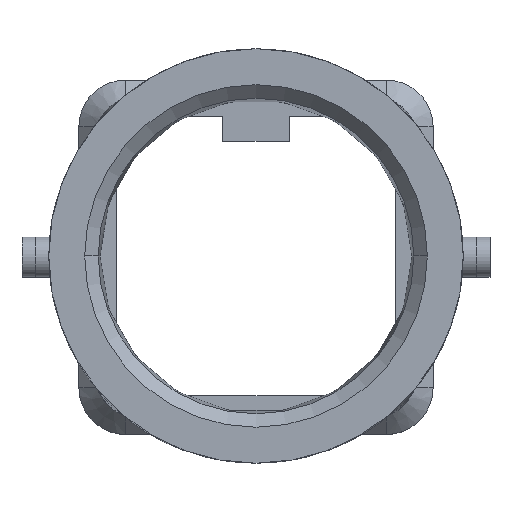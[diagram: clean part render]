
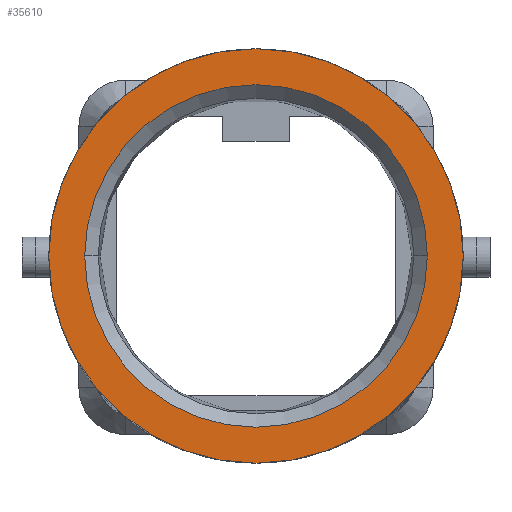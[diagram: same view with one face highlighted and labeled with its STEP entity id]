
A CAD part, top view. The second image highlights one B-rep face of the part: STEP entity #35610.
In plain terms, the highlighted planar face has unit normal (0, 0, 1).
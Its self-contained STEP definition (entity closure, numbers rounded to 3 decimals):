
#35010=CARTESIAN_POINT('',(64.387,46.56,60.5));
#35020=VERTEX_POINT('',#35010);
#35220=CARTESIAN_POINT('',(33.387,46.56,60.5));
#35230=VERTEX_POINT('',#35220);
#35260=CARTESIAN_POINT('',(48.887,46.56,60.5));
#35270=DIRECTION('',(0.,0.,1.));
#35280=DIRECTION('',(1.,0.,0.));
#35290=AXIS2_PLACEMENT_3D('',#35260,#35270,#35280);
#35300=CIRCLE('',#35290,15.5);
#35310=EDGE_CURVE('',#35230,#35020,#35300,.T.);
#35360=CARTESIAN_POINT('',(12.685,55.646,60.5));
#35370=DIRECTION('',(0.,0.,1.));
#35380=DIRECTION('',(1.,0.,0.));
#35390=AXIS2_PLACEMENT_3D('',#35360,#35370,#35380);
#35400=PLANE('',#35390);
#35410=CARTESIAN_POINT('',(48.887,46.56,60.5));
#35420=DIRECTION('',(0.,0.,1.));
#35430=DIRECTION('',(1.,0.,0.));
#35440=AXIS2_PLACEMENT_3D('',#35410,#35420,#35430);
#35450=CIRCLE('',#35440,12.809);
#35460=CARTESIAN_POINT('',(61.696,46.56,60.5));
#35470=VERTEX_POINT('',#35460);
#35480=CARTESIAN_POINT('',(36.078,46.56,60.5));
#35490=VERTEX_POINT('',#35480);
#35500=EDGE_CURVE('',#35470,#35490,#35450,.T.);
#35510=ORIENTED_EDGE('',*,*,#35500,.F.);
#35520=EDGE_CURVE('',#35490,#35470,#35450,.T.);
#35530=ORIENTED_EDGE('',*,*,#35520,.F.);
#35540=EDGE_LOOP('',(#35530,#35510));
#35550=FACE_BOUND('',#35540,.T.);
#35560=EDGE_CURVE('',#35020,#35230,#35300,.T.);
#35570=ORIENTED_EDGE('',*,*,#35560,.T.);
#35580=ORIENTED_EDGE('',*,*,#35310,.T.);
#35590=EDGE_LOOP('',(#35580,#35570));
#35600=FACE_OUTER_BOUND('',#35590,.T.);
#35610=ADVANCED_FACE('',(#35550,#35600),#35400,.T.);
